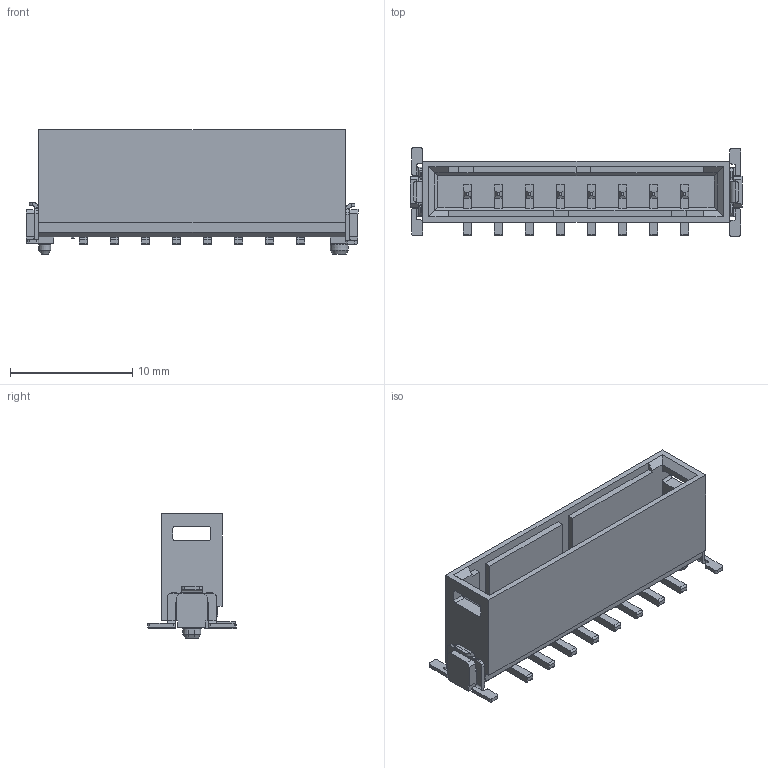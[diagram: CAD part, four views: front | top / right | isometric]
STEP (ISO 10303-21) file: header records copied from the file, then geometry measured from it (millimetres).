
FILE_DESCRIPTION( ('This file contains a STEP AP42 implementation' ,'as created by ZW3D STEP Interface translator.') ,'2;1' );
FILE_NAME( '3915-P08-1MXXWDXR1.stp' ,'23 9 1.1520 4', (''), ('ZWCAD Software Co.'), 'Version 1.0', 'ZW3D to STEP translator', '' );
FILE_SCHEMA(('AUTOMOTIVE_DESIGN { 1 0 10303 214 1 1 1 1 }'));
Length unit declared in the file: millimetre
Products named in the file (2): 0; M8-180-ASM
Bounding box: 27.14 x 7.22 x 10.15 mm (x, y, z)
Volume: 601.1 mm3; surface area: 1581.2 mm2
Topology: 1 solids, 1 shells, 825 faces, 2447 edges, 1611 vertices
Faces by surface type: plane 627, cylinder 189, cone 6, bspline 3
Full cylindrical faces by diameter (mm): 1.5 x1
Entity records: 30167 total; most frequent: CARTESIAN_POINT 7767, ORIENTED_EDGE 4896, DIRECTION 3888, EDGE_CURVE 2447, VECTOR 1700, LINE 1700, VERTEX_POINT 1611, AXIS2_PLACEMENT_3D 1094
